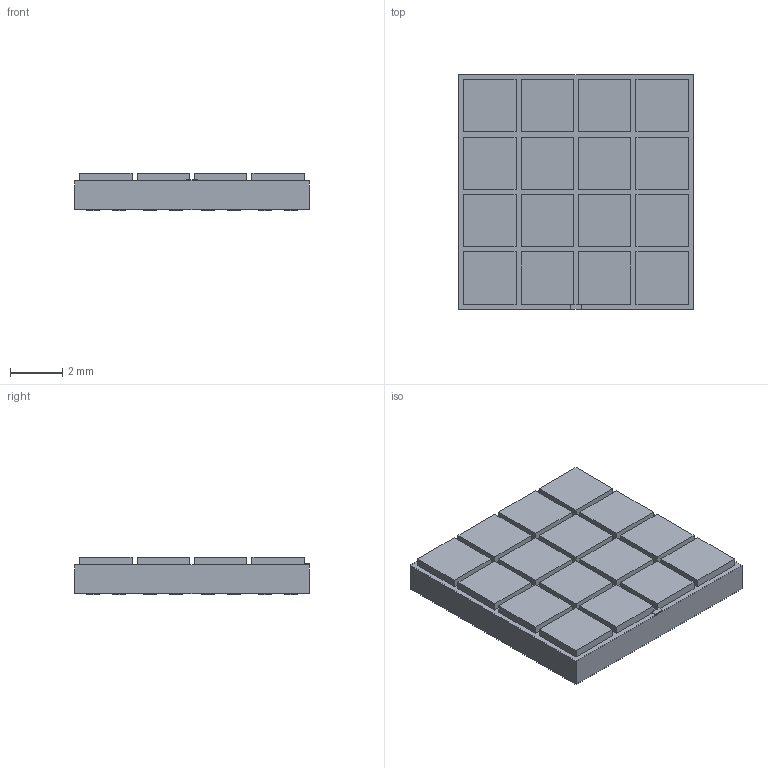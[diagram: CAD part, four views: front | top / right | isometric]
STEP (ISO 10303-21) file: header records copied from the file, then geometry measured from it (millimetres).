
FILE_DESCRIPTION(/* description */ (''),/* implementation_level */ '2;1');
FILE_NAME(/* name */ 'HAMAMATSU_S1893-0404PA-25_Part1.stp',/* time_stamp */ '2015-04-01T14:00:54+02:00',/* author */ ('admchouv'),/* organization */ (''),/* preprocessor_version */ 'ST-DEVELOPER v15.5',/* originating_system */ 'AutoCAD Mechanical',/* authorisation */ '');
FILE_SCHEMA (('AUTOMOTIVE_DESIGN { 1 0 10303 214 3 1 1 }'));
Length unit declared in the file: millimetre
Products named in the file (1): Product
Bounding box: 9 x 9 x 1.45 mm (x, y, z)
Volume: 108.6 mm3; surface area: 383.3 mm2
Topology: 50 solids, 50 shells, 204 faces, 312 edges, 208 vertices
Faces by surface type: plane 172, cylinder 32
Full cylindrical faces by diameter (mm): 0.5 x32
Entity records: 4344 total; most frequent: DIRECTION 754, CARTESIAN_POINT 693, ORIENTED_EDGE 560, EDGE_CURVE 280, AXIS2_PLACEMENT_3D 269, EDGE_LOOP 236, LINE 216, VECTOR 216
